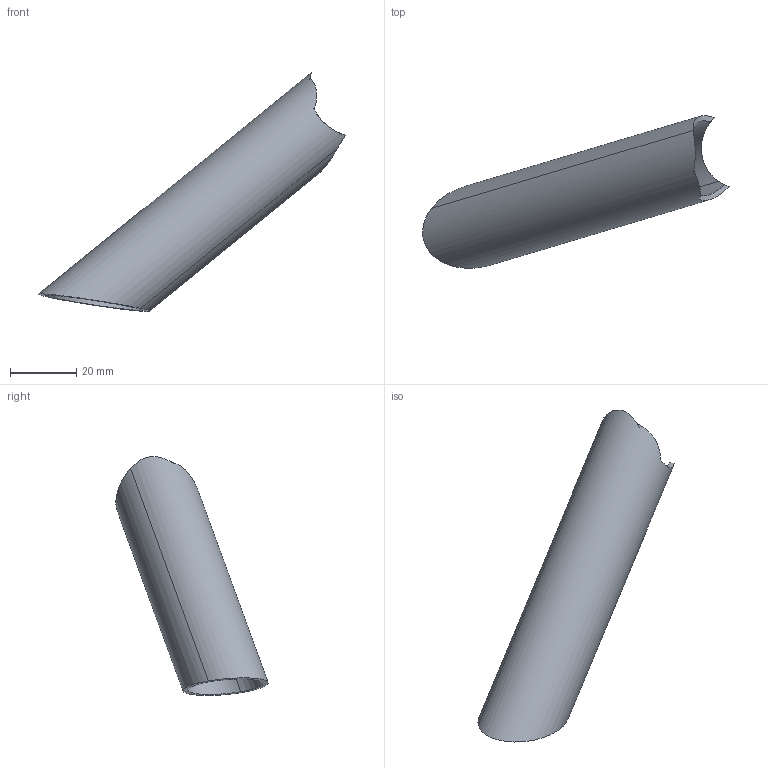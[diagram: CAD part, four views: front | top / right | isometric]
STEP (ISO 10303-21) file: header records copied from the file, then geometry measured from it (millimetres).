
FILE_DESCRIPTION(('STEP AP214'),'1');
FILE_NAME('58.stp','2018-02-08T15:36:10',(' '),(' '),'Spatial InterOp 3D',' ',' ');
FILE_SCHEMA(('automotive_design'));
Length unit declared in the file: metre
Products named in the file (2): Corps1; 1
Bounding box: 92.45 x 45.93 x 72.09 mm (x, y, z)
Volume: 9935.6 mm3; surface area: 13578.1 mm2
Topology: 1 solids, 1 shells, 11 faces, 37 edges, 29 vertices
Faces by surface type: cylinder 10, plane 1
Entity records: 855 total; most frequent: CARTESIAN_POINT 384, ORIENTED_EDGE 70, DIRECTION 65, EDGE_CURVE 35, AXIS2_PLACEMENT_3D 29, VERTEX_POINT 25, STYLED_ITEM 16, PRESENTATION_STYLE_ASSIGNMENT 16
